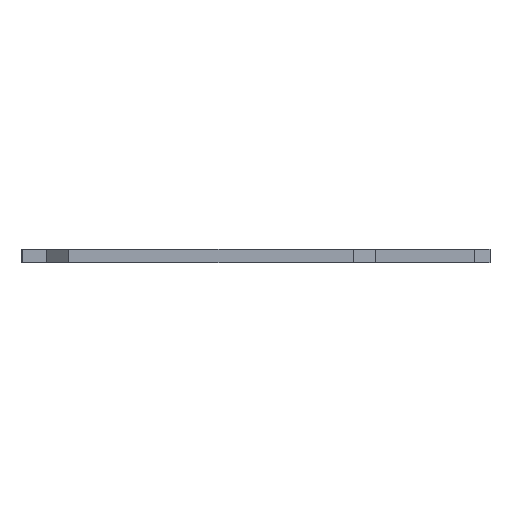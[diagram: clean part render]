
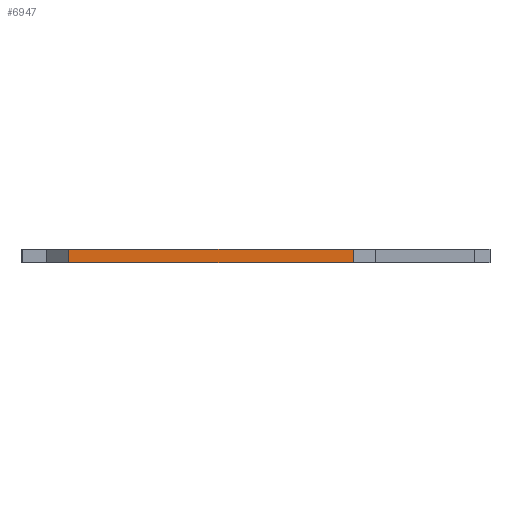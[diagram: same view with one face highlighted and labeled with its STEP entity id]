
A CAD part, left-side view. The second image highlights one B-rep face of the part: STEP entity #6947.
In plain terms, the highlighted planar face has unit normal (-1, -0.001, 0).
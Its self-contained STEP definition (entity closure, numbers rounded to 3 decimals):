
#83 = PLANE('',#84);
#84 = AXIS2_PLACEMENT_3D('',#85,#86,#87);
#85 = CARTESIAN_POINT('',(114.897,-91.105,1.6));
#86 = DIRECTION('',(-0.,-0.,-1.));
#87 = DIRECTION('',(-1.,0.,0.));
#137 = PLANE('',#138);
#138 = AXIS2_PLACEMENT_3D('',#139,#140,#141);
#139 = CARTESIAN_POINT('',(114.897,-91.105,0.));
#140 = DIRECTION('',(-0.,-0.,-1.));
#141 = DIRECTION('',(-1.,0.,0.));
#386 = VERTEX_POINT('',#387);
#387 = CARTESIAN_POINT('',(76.835,-102.21,0.));
#401 = PLANE('',#402);
#402 = AXIS2_PLACEMENT_3D('',#403,#404,#405);
#403 = CARTESIAN_POINT('',(79.375,-104.75,0.));
#404 = DIRECTION('',(-0.707,-0.707,0.));
#405 = DIRECTION('',(-0.707,0.707,0.));
#413 = EDGE_CURVE('',#386,#414,#416,.T.);
#414 = VERTEX_POINT('',#415);
#415 = CARTESIAN_POINT('',(76.81,-69.367,0.));
#416 = SURFACE_CURVE('',#417,(#421,#428),.PCURVE_S1.);
#417 = LINE('',#418,#419);
#418 = CARTESIAN_POINT('',(76.835,-102.21,0.));
#419 = VECTOR('',#420,1.);
#420 = DIRECTION('',(-0.001,1.,0.));
#421 = PCURVE('',#137,#422);
#422 = DEFINITIONAL_REPRESENTATION('',(#423),#427);
#423 = LINE('',#424,#425);
#424 = CARTESIAN_POINT('',(38.062,-11.105));
#425 = VECTOR('',#426,1.);
#426 = DIRECTION('',(0.001,1.));
#427 = ( GEOMETRIC_REPRESENTATION_CONTEXT(2) 
PARAMETRIC_REPRESENTATION_CONTEXT() REPRESENTATION_CONTEXT('2D SPACE',''
  ) );
#428 = PCURVE('',#429,#434);
#429 = PLANE('',#430);
#430 = AXIS2_PLACEMENT_3D('',#431,#432,#433);
#431 = CARTESIAN_POINT('',(76.835,-102.21,0.));
#432 = DIRECTION('',(-1.,-0.001,0.));
#433 = DIRECTION('',(-0.001,1.,0.));
#434 = DEFINITIONAL_REPRESENTATION('',(#435),#439);
#435 = LINE('',#436,#437);
#436 = CARTESIAN_POINT('',(0.,0.));
#437 = VECTOR('',#438,1.);
#438 = DIRECTION('',(1.,0.));
#439 = ( GEOMETRIC_REPRESENTATION_CONTEXT(2) 
PARAMETRIC_REPRESENTATION_CONTEXT() REPRESENTATION_CONTEXT('2D SPACE',''
  ) );
#457 = PLANE('',#458);
#458 = AXIS2_PLACEMENT_3D('',#459,#460,#461);
#459 = CARTESIAN_POINT('',(76.81,-69.367,0.));
#460 = DIRECTION('',(-0.707,0.707,0.));
#461 = DIRECTION('',(0.707,0.707,0.));
#3828 = VERTEX_POINT('',#3829);
#3829 = CARTESIAN_POINT('',(76.835,-102.21,1.6));
#3850 = EDGE_CURVE('',#3828,#3851,#3853,.T.);
#3851 = VERTEX_POINT('',#3852);
#3852 = CARTESIAN_POINT('',(76.81,-69.367,1.6));
#3853 = SURFACE_CURVE('',#3854,(#3858,#3865),.PCURVE_S1.);
#3854 = LINE('',#3855,#3856);
#3855 = CARTESIAN_POINT('',(76.835,-102.21,1.6));
#3856 = VECTOR('',#3857,1.);
#3857 = DIRECTION('',(-0.001,1.,0.));
#3858 = PCURVE('',#83,#3859);
#3859 = DEFINITIONAL_REPRESENTATION('',(#3860),#3864);
#3860 = LINE('',#3861,#3862);
#3861 = CARTESIAN_POINT('',(38.062,-11.105));
#3862 = VECTOR('',#3863,1.);
#3863 = DIRECTION('',(0.001,1.));
#3864 = ( GEOMETRIC_REPRESENTATION_CONTEXT(2) 
PARAMETRIC_REPRESENTATION_CONTEXT() REPRESENTATION_CONTEXT('2D SPACE',''
  ) );
#3865 = PCURVE('',#429,#3866);
#3866 = DEFINITIONAL_REPRESENTATION('',(#3867),#3871);
#3867 = LINE('',#3868,#3869);
#3868 = CARTESIAN_POINT('',(0.,-1.6));
#3869 = VECTOR('',#3870,1.);
#3870 = DIRECTION('',(1.,0.));
#3871 = ( GEOMETRIC_REPRESENTATION_CONTEXT(2) 
PARAMETRIC_REPRESENTATION_CONTEXT() REPRESENTATION_CONTEXT('2D SPACE',''
  ) );
#6899 = EDGE_CURVE('',#386,#3828,#6900,.T.);
#6900 = SURFACE_CURVE('',#6901,(#6905,#6912),.PCURVE_S1.);
#6901 = LINE('',#6902,#6903);
#6902 = CARTESIAN_POINT('',(76.835,-102.21,0.));
#6903 = VECTOR('',#6904,1.);
#6904 = DIRECTION('',(0.,0.,1.));
#6905 = PCURVE('',#401,#6906);
#6906 = DEFINITIONAL_REPRESENTATION('',(#6907),#6911);
#6907 = LINE('',#6908,#6909);
#6908 = CARTESIAN_POINT('',(3.592,0.));
#6909 = VECTOR('',#6910,1.);
#6910 = DIRECTION('',(0.,-1.));
#6911 = ( GEOMETRIC_REPRESENTATION_CONTEXT(2) 
PARAMETRIC_REPRESENTATION_CONTEXT() REPRESENTATION_CONTEXT('2D SPACE',''
  ) );
#6912 = PCURVE('',#429,#6913);
#6913 = DEFINITIONAL_REPRESENTATION('',(#6914),#6918);
#6914 = LINE('',#6915,#6916);
#6915 = CARTESIAN_POINT('',(0.,0.));
#6916 = VECTOR('',#6917,1.);
#6917 = DIRECTION('',(0.,-1.));
#6918 = ( GEOMETRIC_REPRESENTATION_CONTEXT(2) 
PARAMETRIC_REPRESENTATION_CONTEXT() REPRESENTATION_CONTEXT('2D SPACE',''
  ) );
#6947 = ADVANCED_FACE('',(#6948),#429,.T.);
#6948 = FACE_BOUND('',#6949,.T.);
#6949 = EDGE_LOOP('',(#6950,#6951,#6952,#6973));
#6950 = ORIENTED_EDGE('',*,*,#6899,.T.);
#6951 = ORIENTED_EDGE('',*,*,#3850,.T.);
#6952 = ORIENTED_EDGE('',*,*,#6953,.F.);
#6953 = EDGE_CURVE('',#414,#3851,#6954,.T.);
#6954 = SURFACE_CURVE('',#6955,(#6959,#6966),.PCURVE_S1.);
#6955 = LINE('',#6956,#6957);
#6956 = CARTESIAN_POINT('',(76.81,-69.367,0.));
#6957 = VECTOR('',#6958,1.);
#6958 = DIRECTION('',(0.,0.,1.));
#6959 = PCURVE('',#429,#6960);
#6960 = DEFINITIONAL_REPRESENTATION('',(#6961),#6965);
#6961 = LINE('',#6962,#6963);
#6962 = CARTESIAN_POINT('',(32.842,0.));
#6963 = VECTOR('',#6964,1.);
#6964 = DIRECTION('',(0.,-1.));
#6965 = ( GEOMETRIC_REPRESENTATION_CONTEXT(2) 
PARAMETRIC_REPRESENTATION_CONTEXT() REPRESENTATION_CONTEXT('2D SPACE',''
  ) );
#6966 = PCURVE('',#457,#6967);
#6967 = DEFINITIONAL_REPRESENTATION('',(#6968),#6972);
#6968 = LINE('',#6969,#6970);
#6969 = CARTESIAN_POINT('',(0.,0.));
#6970 = VECTOR('',#6971,1.);
#6971 = DIRECTION('',(0.,-1.));
#6972 = ( GEOMETRIC_REPRESENTATION_CONTEXT(2) 
PARAMETRIC_REPRESENTATION_CONTEXT() REPRESENTATION_CONTEXT('2D SPACE',''
  ) );
#6973 = ORIENTED_EDGE('',*,*,#413,.F.);
